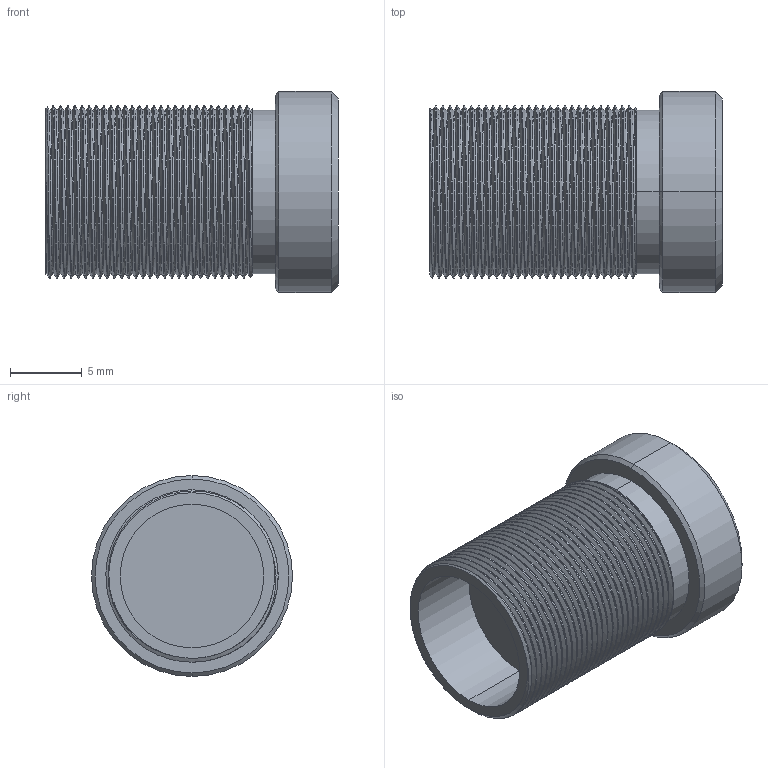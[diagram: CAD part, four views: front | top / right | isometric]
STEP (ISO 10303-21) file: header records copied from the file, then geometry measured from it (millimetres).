
FILE_DESCRIPTION(('Open CASCADE Model'),'2;1');
FILE_NAME('Open CASCADE Shape Model','2026-02-19T22:01:16',('Author'),( 'Open CASCADE'),'Open CASCADE STEP processor 7.7','Open CASCADE 7.7' ,'Unknown');
FILE_SCHEMA(('AUTOMOTIVE_DESIGN { 1 0 10303 214 1 1 1 1 }'));
Length unit declared in the file: millimetre
Products named in the file (2): L045-25-M12
Assembly tree (1 placements, depth 2):
  L045-25-M12
    L045-25-M12
Bounding box: 20.4 x 14 x 14 mm (x, y, z)
Volume: 1907 mm3; surface area: 1604.9 mm2
Topology: 1 solids, 1 shells, 85 faces, 234 edges, 154 vertices
Faces by surface type: cylinder 65, cone 11, plane 5, bspline 3, sphere 1
Entity records: 12593 total; most frequent: CARTESIAN_POINT 8471, DIRECTION 621, ORIENTED_EDGE 466, PCURVE 466, DEFINITIONAL_REPRESENTATION 466, LINE 378, VECTOR 378, EDGE_CURVE 233
